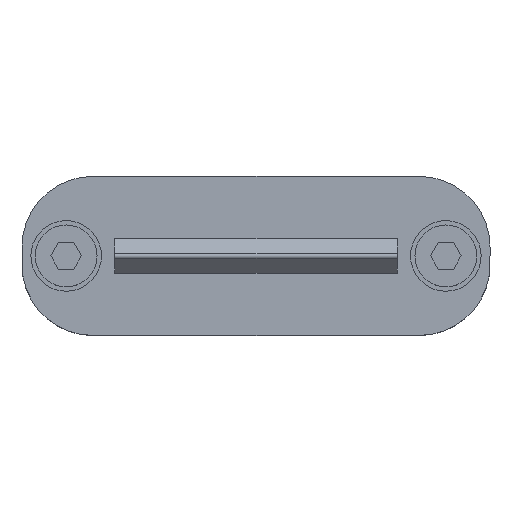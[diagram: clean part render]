
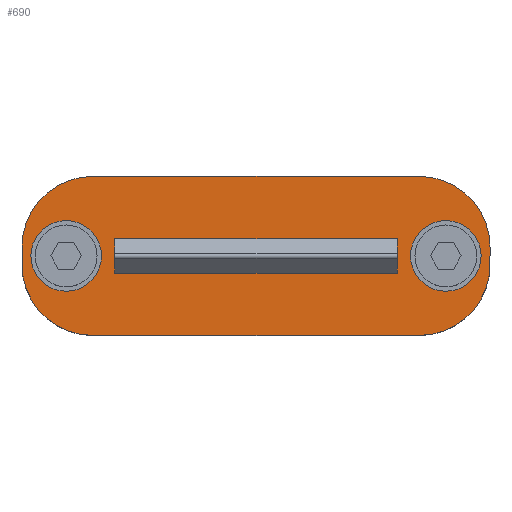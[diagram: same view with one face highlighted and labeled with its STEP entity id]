
A CAD part, top view. The second image highlights one B-rep face of the part: STEP entity #690.
In plain terms, the highlighted planar face has unit normal (0, 0, 1).
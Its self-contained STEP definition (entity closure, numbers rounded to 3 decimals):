
#26 = CIRCLE ( 'NONE', #1365, 8. ) ;
#76 = VERTEX_POINT ( 'NONE', #3010 ) ;
#77 = DIRECTION ( 'NONE',  ( 0., 0., -1. ) ) ;
#78 = AXIS2_PLACEMENT_3D ( 'NONE', #3529, #1913, #262 ) ;
#150 = DIRECTION ( 'NONE',  ( 1., 0., 0. ) ) ;
#159 = VERTEX_POINT ( 'NONE', #3240 ) ;
#164 = DIRECTION ( 'NONE',  ( 0., 0., 1. ) ) ;
#172 = CARTESIAN_POINT ( 'NONE',  ( 18.5, -1., 14. ) ) ;
#192 = CARTESIAN_POINT ( 'NONE',  ( -18.5, -1., 14. ) ) ;
#200 = ORIENTED_EDGE ( 'NONE', *, *, #975, .F. ) ;
#221 = CIRCLE ( 'NONE', #3327, 8. ) ;
#262 = DIRECTION ( 'NONE',  ( 1., 0., 0. ) ) ;
#263 = ORIENTED_EDGE ( 'NONE', *, *, #2673, .F. ) ;
#265 = EDGE_LOOP ( 'NONE', ( #3013, #2269 ) ) ;
#293 = EDGE_CURVE ( 'NONE', #3365, #159, #947, .T. ) ;
#360 = PLANE ( 'NONE',  #2293 ) ;
#367 = EDGE_CURVE ( 'NONE', #2611, #2101, #2433, .T. ) ;
#396 = LINE ( 'NONE', #1402, #3215 ) ;
#472 = DIRECTION ( 'NONE',  ( 1., 0., 0. ) ) ;
#544 = DIRECTION ( 'NONE',  ( 1., 0., 0. ) ) ;
#559 = DIRECTION ( 'NONE',  ( 0., 0., -1. ) ) ;
#566 = CARTESIAN_POINT ( 'NONE',  ( 21.5, 0., 14. ) ) ;
#574 = VERTEX_POINT ( 'NONE', #1215 ) ;
#595 = EDGE_LOOP ( 'NONE', ( #3368, #2993 ) ) ;
#653 = EDGE_CURVE ( 'NONE', #2202, #1430, #714, .T. ) ;
#665 = CIRCLE ( 'NONE', #78, 4. ) ;
#690 = ADVANCED_FACE ( 'NONE', ( #1093, #3181, #2530 ), #360, .T. ) ;
#702 = ORIENTED_EDGE ( 'NONE', *, *, #2932, .F. ) ;
#714 = CIRCLE ( 'NONE', #3446, 4. ) ;
#771 = CARTESIAN_POINT ( 'NONE',  ( -25.5, 0., 14. ) ) ;
#780 = DIRECTION ( 'NONE',  ( 0., 0., -1. ) ) ;
#788 = ORIENTED_EDGE ( 'NONE', *, *, #2426, .F. ) ;
#873 = CARTESIAN_POINT ( 'NONE',  ( 18.5, -9., 14. ) ) ;
#875 = VERTEX_POINT ( 'NONE', #3362 ) ;
#890 = EDGE_LOOP ( 'NONE', ( #1931, #1073, #702, #1391, #2507, #263, #200, #788 ) ) ;
#915 = CARTESIAN_POINT ( 'NONE',  ( 17.5, 0., 14. ) ) ;
#947 = LINE ( 'NONE', #2958, #3023 ) ;
#975 = EDGE_CURVE ( 'NONE', #574, #76, #221, .T. ) ;
#1042 = AXIS2_PLACEMENT_3D ( 'NONE', #2393, #780, #2667 ) ;
#1073 = ORIENTED_EDGE ( 'NONE', *, *, #2021, .F. ) ;
#1093 = FACE_BOUND ( 'NONE', #265, .T. ) ;
#1096 = DIRECTION ( 'NONE',  ( 0., 0., -1. ) ) ;
#1099 = CARTESIAN_POINT ( 'NONE',  ( 21.5, 0., 14. ) ) ;
#1139 = VECTOR ( 'NONE', #2714, 1000. ) ;
#1174 = EDGE_CURVE ( 'NONE', #1935, #2989, #665, .T. ) ;
#1215 = CARTESIAN_POINT ( 'NONE',  ( -18.5, -9., 14. ) ) ;
#1365 = AXIS2_PLACEMENT_3D ( 'NONE', #1744, #77, #2010 ) ;
#1375 = DIRECTION ( 'NONE',  ( 1., 0., 0. ) ) ;
#1391 = ORIENTED_EDGE ( 'NONE', *, *, #293, .F. ) ;
#1402 = CARTESIAN_POINT ( 'NONE',  ( 18.5, -9., 14. ) ) ;
#1430 = VERTEX_POINT ( 'NONE', #915 ) ;
#1440 = CARTESIAN_POINT ( 'NONE',  ( 25.5, 0., 14. ) ) ;
#1593 = EDGE_CURVE ( 'NONE', #875, #3365, #26, .T. ) ;
#1644 = CARTESIAN_POINT ( 'NONE',  ( -17.5, 0., 14. ) ) ;
#1744 = CARTESIAN_POINT ( 'NONE',  ( -18.5, 1., 14. ) ) ;
#1787 = CARTESIAN_POINT ( 'NONE',  ( 26.5, -1., 14. ) ) ;
#1872 = CARTESIAN_POINT ( 'NONE',  ( -18.5, 9., 14. ) ) ;
#1879 = EDGE_CURVE ( 'NONE', #2989, #1935, #3509, .T. ) ;
#1913 = DIRECTION ( 'NONE',  ( 0., 0., -1. ) ) ;
#1928 = CARTESIAN_POINT ( 'NONE',  ( 26.5, 1., 14. ) ) ;
#1931 = ORIENTED_EDGE ( 'NONE', *, *, #367, .F. ) ;
#1935 = VERTEX_POINT ( 'NONE', #771 ) ;
#1936 = DIRECTION ( 'NONE',  ( -1., 0., 0. ) ) ;
#1954 = AXIS2_PLACEMENT_3D ( 'NONE', #1099, #2990, #1375 ) ;
#2010 = DIRECTION ( 'NONE',  ( 1., 0., 0. ) ) ;
#2021 = EDGE_CURVE ( 'NONE', #2382, #2611, #3222, .T. ) ;
#2101 = VERTEX_POINT ( 'NONE', #873 ) ;
#2118 = DIRECTION ( 'NONE',  ( 0., 0., -1. ) ) ;
#2133 = VECTOR ( 'NONE', #3145, 1000. ) ;
#2202 = VERTEX_POINT ( 'NONE', #1440 ) ;
#2208 = LINE ( 'NONE', #3118, #2133 ) ;
#2234 = DIRECTION ( 'NONE',  ( 1., 0., 0. ) ) ;
#2244 = CIRCLE ( 'NONE', #1954, 4. ) ;
#2245 = DIRECTION ( 'NONE',  ( 0., 0., -1. ) ) ;
#2251 = CARTESIAN_POINT ( 'NONE',  ( 18.5, -1., 14. ) ) ;
#2269 = ORIENTED_EDGE ( 'NONE', *, *, #3425, .T. ) ;
#2293 = AXIS2_PLACEMENT_3D ( 'NONE', #172, #164, #150 ) ;
#2382 = VERTEX_POINT ( 'NONE', #1928 ) ;
#2393 = CARTESIAN_POINT ( 'NONE',  ( -21.5, 0., 14. ) ) ;
#2426 = EDGE_CURVE ( 'NONE', #2101, #574, #396, .T. ) ;
#2433 = CIRCLE ( 'NONE', #2862, 8. ) ;
#2454 = CARTESIAN_POINT ( 'NONE',  ( 26.5, 1., 14. ) ) ;
#2507 = ORIENTED_EDGE ( 'NONE', *, *, #1593, .F. ) ;
#2530 = FACE_OUTER_BOUND ( 'NONE', #890, .T. ) ;
#2611 = VERTEX_POINT ( 'NONE', #1787 ) ;
#2667 = DIRECTION ( 'NONE',  ( 1., 0., 0. ) ) ;
#2673 = EDGE_CURVE ( 'NONE', #76, #875, #2208, .T. ) ;
#2714 = DIRECTION ( 'NONE',  ( 0., -1., 0. ) ) ;
#2717 = CARTESIAN_POINT ( 'NONE',  ( 18.5, 1., 14. ) ) ;
#2862 = AXIS2_PLACEMENT_3D ( 'NONE', #2251, #2245, #2234 ) ;
#2932 = EDGE_CURVE ( 'NONE', #159, #2382, #3433, .T. ) ;
#2958 = CARTESIAN_POINT ( 'NONE',  ( -18.5, 9., 14. ) ) ;
#2984 = DIRECTION ( 'NONE',  ( 1., 0., 0. ) ) ;
#2988 = DIRECTION ( 'NONE',  ( 1., 0., 0. ) ) ;
#2989 = VERTEX_POINT ( 'NONE', #1644 ) ;
#2990 = DIRECTION ( 'NONE',  ( 0., 0., -1. ) ) ;
#2993 = ORIENTED_EDGE ( 'NONE', *, *, #1174, .T. ) ;
#3010 = CARTESIAN_POINT ( 'NONE',  ( -26.5, -1., 14. ) ) ;
#3013 = ORIENTED_EDGE ( 'NONE', *, *, #653, .T. ) ;
#3023 = VECTOR ( 'NONE', #2984, 1000. ) ;
#3118 = CARTESIAN_POINT ( 'NONE',  ( -26.5, -1., 14. ) ) ;
#3145 = DIRECTION ( 'NONE',  ( 0., 1., 0. ) ) ;
#3181 = FACE_BOUND ( 'NONE', #595, .T. ) ;
#3215 = VECTOR ( 'NONE', #1936, 1000. ) ;
#3222 = LINE ( 'NONE', #2454, #1139 ) ;
#3240 = CARTESIAN_POINT ( 'NONE',  ( 18.5, 9., 14. ) ) ;
#3327 = AXIS2_PLACEMENT_3D ( 'NONE', #192, #2118, #472 ) ;
#3362 = CARTESIAN_POINT ( 'NONE',  ( -26.5, 1., 14. ) ) ;
#3365 = VERTEX_POINT ( 'NONE', #1872 ) ;
#3368 = ORIENTED_EDGE ( 'NONE', *, *, #1879, .T. ) ;
#3371 = AXIS2_PLACEMENT_3D ( 'NONE', #2717, #1096, #2988 ) ;
#3425 = EDGE_CURVE ( 'NONE', #1430, #2202, #2244, .T. ) ;
#3433 = CIRCLE ( 'NONE', #3371, 8. ) ;
#3446 = AXIS2_PLACEMENT_3D ( 'NONE', #566, #559, #544 ) ;
#3509 = CIRCLE ( 'NONE', #1042, 4. ) ;
#3529 = CARTESIAN_POINT ( 'NONE',  ( -21.5, 0., 14. ) ) ;
